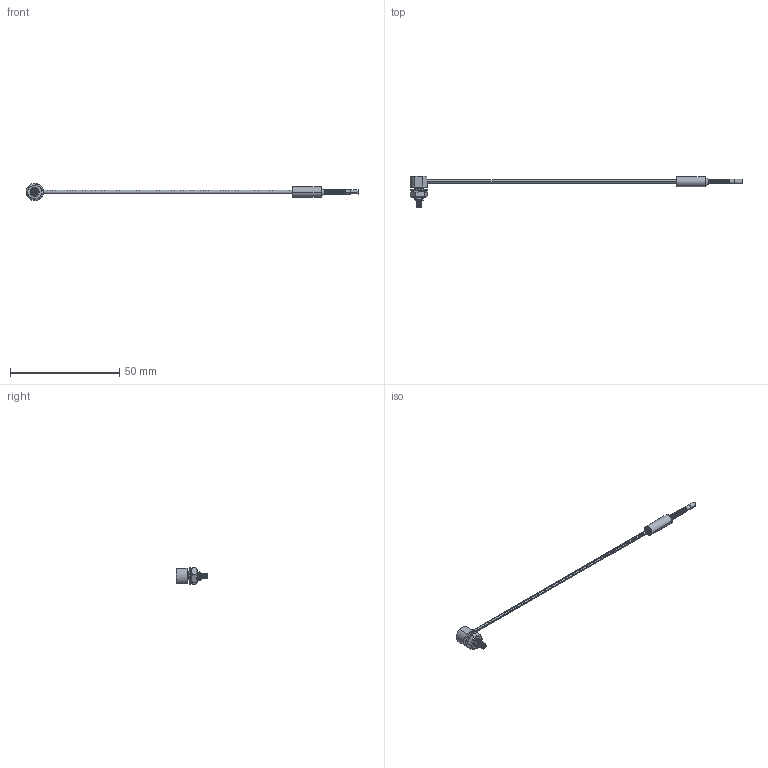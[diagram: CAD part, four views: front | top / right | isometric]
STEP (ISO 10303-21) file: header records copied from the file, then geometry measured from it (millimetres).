
FILE_DESCRIPTION((''),'2;1');
FILE_NAME('188745_ASM','2016-01-12T',('pdmadmin'),(''),'PRO/ENGINEER BY PARAMETRIC TECHNOLOGY CORPORATION, 2013230','PRO/ENGINEER BY PARAMETRIC TECHNOLOGY CORPORATION, 2013230','');
FILE_SCHEMA(('CONFIG_CONTROL_DESIGN'));
Length unit declared in the file: inch
Products named in the file (7): 110532; 58193_AF0; 66780; 119737; 40845; 40844; 188745_ASM
Assembly tree (6 placements, depth 2):
  188745_ASM
    110532
    58193_AF0
    66780
    119737
    40845
    40844
Bounding box: 151.9 x 14.5 x 8 mm (x, y, z)
Volume: 817.1 mm3; surface area: 4024.9 mm2
Topology: 7 solids, 10 shells, 616 faces, 1318 edges, 716 vertices
Faces by surface type: torus 200, cylinder 148, cone 143, bspline 78, plane 47
Entity records: 29964 total; most frequent: CARTESIAN_POINT 16632, DIRECTION 2994, ORIENTED_EDGE 2622, EDGE_CURVE 1318, AXIS2_PLACEMENT_3D 1276, CIRCLE 719, VERTEX_POINT 716, EDGE_LOOP 626
